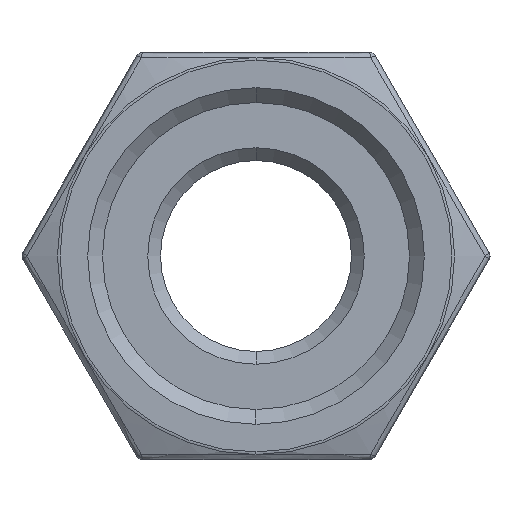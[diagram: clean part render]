
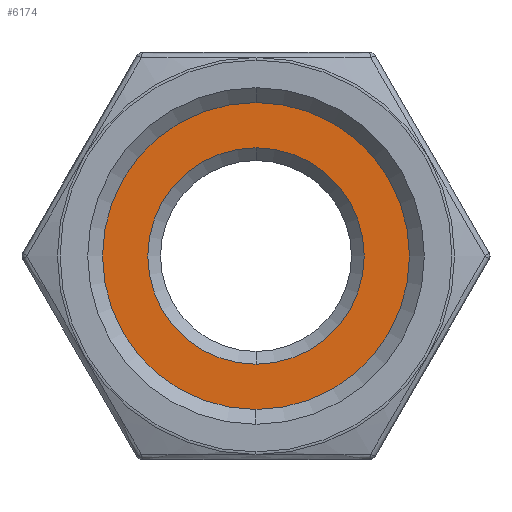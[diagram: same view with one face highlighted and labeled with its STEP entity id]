
A CAD part, left-side view. The second image highlights one B-rep face of the part: STEP entity #6174.
In plain terms, the highlighted planar face has unit normal (-1, 0, 0).
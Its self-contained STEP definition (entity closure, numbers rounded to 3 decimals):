
#99 = CARTESIAN_POINT ( 'NONE',  ( -45., 0., 0. ) ) ;
#178 = FACE_OUTER_BOUND ( 'NONE', #9804, .T. ) ;
#277 = VERTEX_POINT ( 'NONE', #6615 ) ;
#1277 = EDGE_CURVE ( 'NONE', #4232, #16479, #5849, .T. ) ;
#1884 = DIRECTION ( 'NONE',  ( 0., 0., 1. ) ) ;
#1947 = CARTESIAN_POINT ( 'NONE',  ( -45., 0., 0. ) ) ;
#2406 = DIRECTION ( 'NONE',  ( 0., 0., 1. ) ) ;
#2551 = CIRCLE ( 'NONE', #15085, 8.5 ) ;
#2745 = EDGE_CURVE ( 'NONE', #277, #7693, #8067, .T. ) ;
#4232 = VERTEX_POINT ( 'NONE', #13152 ) ;
#4812 = PLANE ( 'NONE',  #10054 ) ;
#4831 = CARTESIAN_POINT ( 'NONE',  ( -45., 0., 0. ) ) ;
#5849 = CIRCLE ( 'NONE', #9558, 8.5 ) ;
#6174 = ADVANCED_FACE ( 'NONE', ( #7642, #178 ), #4812, .T. ) ;
#6478 = DIRECTION ( 'NONE',  ( 1., 0., 0. ) ) ;
#6615 = CARTESIAN_POINT ( 'NONE',  ( -45., 0., -12.06 ) ) ;
#6806 = DIRECTION ( 'NONE',  ( 0., 0., -1. ) ) ;
#7100 = EDGE_CURVE ( 'NONE', #7693, #277, #8755, .T. ) ;
#7642 = FACE_BOUND ( 'NONE', #10222, .T. ) ;
#7693 = VERTEX_POINT ( 'NONE', #13184 ) ;
#7707 = CARTESIAN_POINT ( 'NONE',  ( -45., 12.06, 0. ) ) ;
#8067 = CIRCLE ( 'NONE', #16468, 12.06 ) ;
#8755 = CIRCLE ( 'NONE', #15739, 12.06 ) ;
#9102 = DIRECTION ( 'NONE',  ( 0., 0., -1. ) ) ;
#9558 = AXIS2_PLACEMENT_3D ( 'NONE', #1947, #6478, #1884 ) ;
#9804 = EDGE_LOOP ( 'NONE', ( #11643, #16364 ) ) ;
#10054 = AXIS2_PLACEMENT_3D ( 'NONE', #7707, #17980, #2406 ) ;
#10222 = EDGE_LOOP ( 'NONE', ( #12043, #11822 ) ) ;
#10311 = EDGE_CURVE ( 'NONE', #16479, #4232, #2551, .T. ) ;
#11028 = DIRECTION ( 'NONE',  ( 1., 0., 0. ) ) ;
#11643 = ORIENTED_EDGE ( 'NONE', *, *, #2745, .F. ) ;
#11822 = ORIENTED_EDGE ( 'NONE', *, *, #10311, .T. ) ;
#12043 = ORIENTED_EDGE ( 'NONE', *, *, #1277, .T. ) ;
#12949 = CARTESIAN_POINT ( 'NONE',  ( -45., 0., -8.5 ) ) ;
#13152 = CARTESIAN_POINT ( 'NONE',  ( -45., 0., 8.5 ) ) ;
#13184 = CARTESIAN_POINT ( 'NONE',  ( -45., 0., 12.06 ) ) ;
#14347 = DIRECTION ( 'NONE',  ( 1., 0., 0. ) ) ;
#15085 = AXIS2_PLACEMENT_3D ( 'NONE', #99, #14347, #18565 ) ;
#15433 = CARTESIAN_POINT ( 'NONE',  ( -45., 0., 0. ) ) ;
#15739 = AXIS2_PLACEMENT_3D ( 'NONE', #4831, #16277, #9102 ) ;
#16277 = DIRECTION ( 'NONE',  ( 1., 0., 0. ) ) ;
#16364 = ORIENTED_EDGE ( 'NONE', *, *, #7100, .F. ) ;
#16468 = AXIS2_PLACEMENT_3D ( 'NONE', #15433, #11028, #6806 ) ;
#16479 = VERTEX_POINT ( 'NONE', #12949 ) ;
#17980 = DIRECTION ( 'NONE',  ( -1., 0., 0. ) ) ;
#18565 = DIRECTION ( 'NONE',  ( 0., 0., 1. ) ) ;
